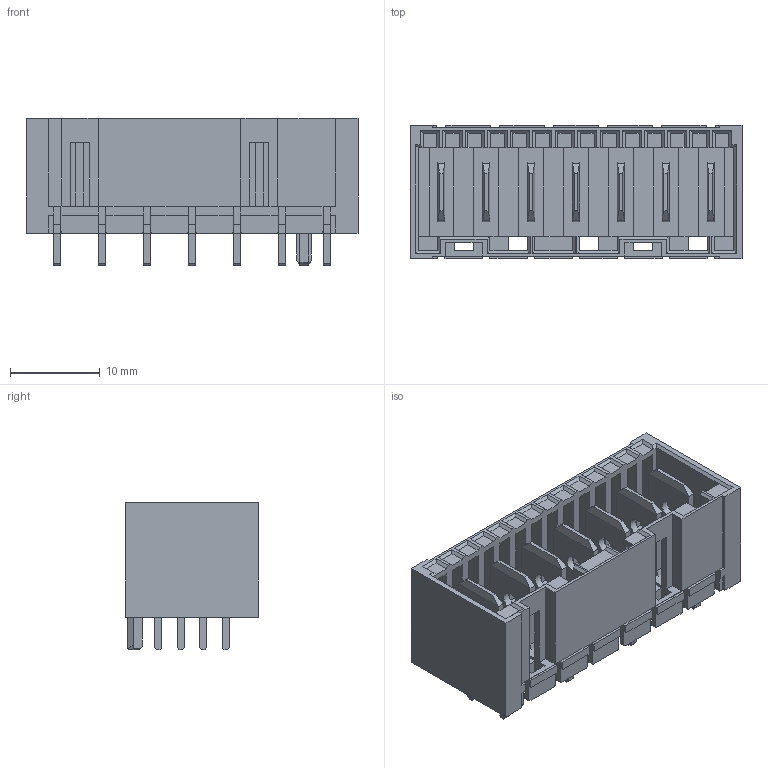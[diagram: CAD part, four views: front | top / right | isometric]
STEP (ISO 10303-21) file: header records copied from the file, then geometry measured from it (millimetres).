
FILE_DESCRIPTION(/* description */ ('Unknown'),/* implementation_level */ '2;1');
FILE_NAME(/* name */ '637101110107',/* time_stamp */ '2023-09-20T16:00:24+02:00',/* author */ ('Unknown'),/* organization */ ('Unknown'),/* preprocessor_version */ 'ST-DEVELOPER v18.102',/* originating_system */ 'Solid Edge',/* authorisation */ 'Unknown');
FILE_SCHEMA (('AUTOMOTIVE_DESIGN {1 0 10303 214 3 1 1}'));
Length unit declared in the file: millimetre
Products named in the file (3): 63710111xxxx; 637101110107; 63710111xxxx_Blade
Assembly tree (8 placements, depth 2):
  63710111xxxx
    637101110107
    63710111xxxx_Blade  x7
Bounding box: 37 x 14.9 x 16.4 mm (x, y, z)
Volume: 2275.5 mm3; surface area: 6288.3 mm2
Topology: 8 solids, 8 shells, 876 faces, 2558 edges, 1663 vertices
Faces by surface type: plane 813, cylinder 63
Full cylindrical faces by diameter (mm): 2 x7
Entity records: 20283 total; most frequent: ORIENTED_EDGE 3638, CARTESIAN_POINT 3617, DIRECTION 3141, EDGE_CURVE 1819, LINE 1751, VECTOR 1751, VERTEX_POINT 1171, AXIS2_PLACEMENT_3D 695
